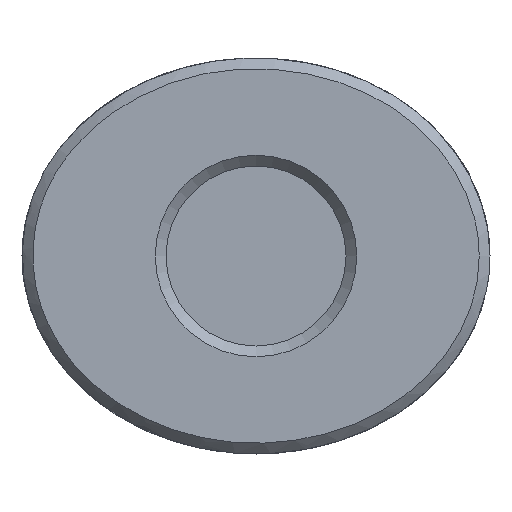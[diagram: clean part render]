
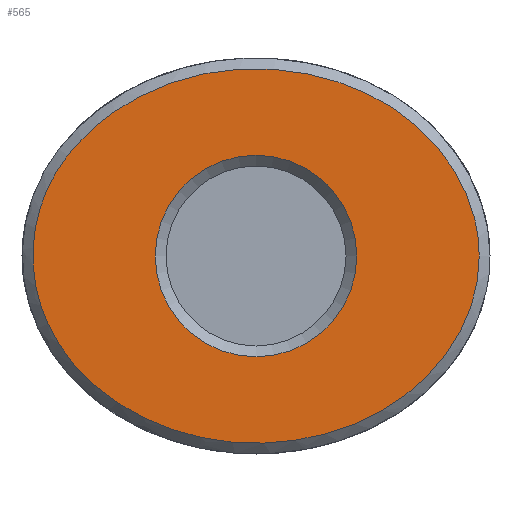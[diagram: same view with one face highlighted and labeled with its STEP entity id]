
A CAD part, left-side view. The second image highlights one B-rep face of the part: STEP entity #565.
In plain terms, the highlighted face is planar.
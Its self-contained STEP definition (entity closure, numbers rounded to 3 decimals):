
#498=CARTESIAN_POINT('',(6.2,4.7,0.));
#499=VERTEX_POINT('',#498);
#526=CARTESIAN_POINT('',(6.205,4.7,0.));
#527=CARTESIAN_POINT('',(6.207,4.7,0.77));
#528=CARTESIAN_POINT('',(5.779,4.7,2.309));
#529=CARTESIAN_POINT('',(4.024,4.7,4.19));
#530=CARTESIAN_POINT('',(1.439,4.7,5.242));
#531=CARTESIAN_POINT('',(-1.682,4.7,5.247));
#532=CARTESIAN_POINT('',(-4.215,4.7,4.049));
#533=CARTESIAN_POINT('',(-6.387,4.7,1.478));
#534=CARTESIAN_POINT('',(-6.407,4.7,-2.544));
#535=CARTESIAN_POINT('',(-2.407,4.7,-5.262));
#536=CARTESIAN_POINT('',(1.438,4.7,-5.236));
#537=CARTESIAN_POINT('',(4.899,4.7,-3.846));
#538=CARTESIAN_POINT('',(6.201,4.7,-1.539));
#539=CARTESIAN_POINT('',(6.205,4.7,0.));
#540=B_SPLINE_CURVE_WITH_KNOTS('',3,(#526,#527,#528,#529,#530,#531,#532,#533,#534,#535,#536,#537,#538,#539),.UNSPECIFIED.,.T.,.U.,(4,1,1,1,1,1,1,1,1,1,1,4),(-3.142,-2.693,-2.244,-1.795,-1.346,-0.785,-0.449,0.449,1.346,1.795,2.244,3.142),.UNSPECIFIED.);
#541=EDGE_CURVE('',#499,#499,#540,.T.);
#546=CARTESIAN_POINT('',(0.,4.7,0.));
#547=DIRECTION('',(0.0,1.0,0.0));
#548=DIRECTION('',(0.0,0.0,1.0));
#549=AXIS2_PLACEMENT_3D('',#546,#547,#548);
#550=PLANE('',#549);
#551=ORIENTED_EDGE('',*,*,#541,.F.);
#552=EDGE_LOOP('',(#551));
#553=FACE_OUTER_BOUND('',#552,.T.);
#554=CARTESIAN_POINT('',(2.8,4.7,0.));
#555=VERTEX_POINT('',#554);
#556=CARTESIAN_POINT('',(0.,4.7,0.0));
#557=DIRECTION('',(0.0,1.0,0.0));
#558=DIRECTION('',(-1.0,0.0,0.0));
#559=AXIS2_PLACEMENT_3D('',#556,#557,#558);
#560=CIRCLE('',#559,2.8);
#561=EDGE_CURVE('',#555,#555,#560,.T.);
#562=ORIENTED_EDGE('',*,*,#561,.F.);
#563=EDGE_LOOP('',(#562));
#564=FACE_BOUND('',#563,.T.);
#565=ADVANCED_FACE('',(#553,#564),#550,.T.);
